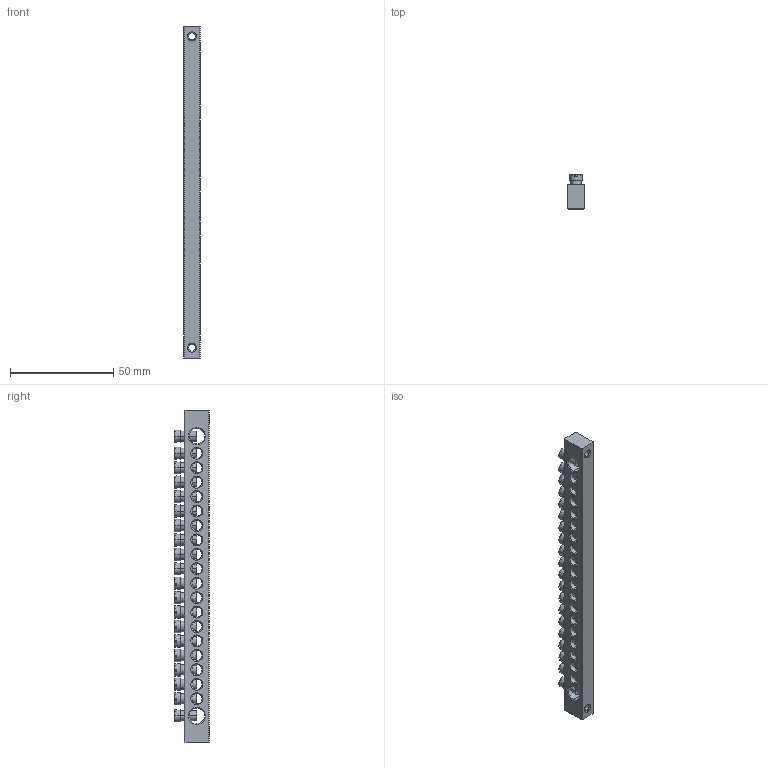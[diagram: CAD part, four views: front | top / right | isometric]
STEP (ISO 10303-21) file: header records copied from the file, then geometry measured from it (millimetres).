
FILE_DESCRIPTION (( 'STEP AP214' ), '1' );
FILE_NAME ('YNN21-20-100 Øèíà PEN çåìëÿ-íîëü 8õ12ìì 20_2 (20ãðóïïû_êðåï ïî êðàÿì) ÈÝÊ.STEP', '2016-08-24T13:31:07', ( 'user' ), ( '' ), 'SwSTEP 2.0', 'SolidWorks 2014', '' );
FILE_SCHEMA (( 'AUTOMOTIVE_DESIGN' ));
Length unit declared in the file: millimetre
Products named in the file (3): Âèíò_Œ5; Øèíà ÂõÍ n-2_8å12 20-2; YNN21-20-100 Øèíà PEN çåìëÿ-íîëü 8õ12ìì 20_2 (20ãðóïïû_êðåï ïî êðàÿì) ÈÝÊ
Assembly tree (21 placements, depth 2):
  YNN21-20-100 Øèíà PEN çåìëÿ-íîëü 8õ12ìì 20_2 (20ãðóïïû_êðåï ïî êðàÿì) ÈÝÊ
    Øèíà ÂõÍ n-2_8å12 20-2
    Âèíò_Œ5  x20
Bounding box: 8 x 16.7 x 161 mm (x, y, z)
Volume: 14965.2 mm3; surface area: 13680.1 mm2
Topology: 21 solids, 21 shells, 1018 faces, 2684 edges, 1728 vertices
Faces by surface type: plane 690, cone 164, cylinder 164
Entity records: 9668 total; most frequent: CARTESIAN_POINT 2601, DIRECTION 1424, ORIENTED_EDGE 1260, EDGE_CURVE 630, AXIS2_PLACEMENT_3D 570, VERTEX_POINT 379, EDGE_LOOP 345, CIRCLE 288
